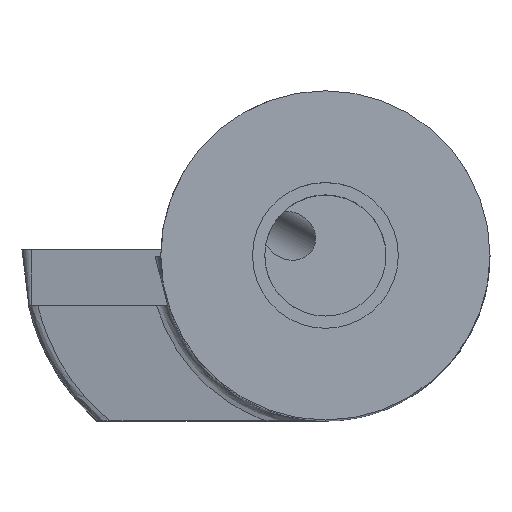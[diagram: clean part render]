
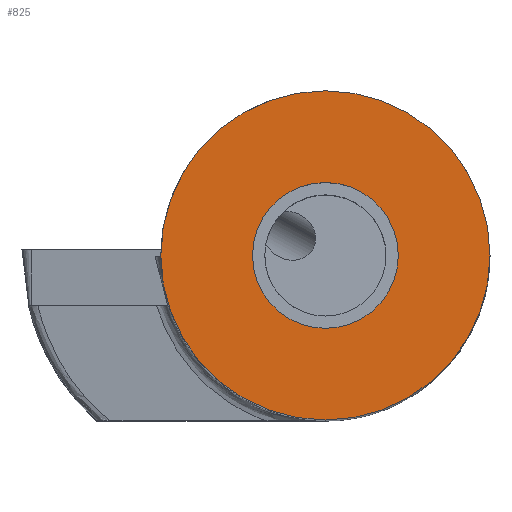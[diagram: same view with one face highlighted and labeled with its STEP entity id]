
A CAD part, top view. The second image highlights one B-rep face of the part: STEP entity #825.
In plain terms, the highlighted planar face has unit normal (0, 0, 1).
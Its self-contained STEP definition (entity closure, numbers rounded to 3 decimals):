
#555=EDGE_CURVE('NONE',#1111,#701,#1574,.T.);
#701=VERTEX_POINT('NONE',#1732);
#825=ADVANCED_FACE('NONE',(#1869,#1870),#1871,.F.);
#837=EDGE_CURVE('NONE',#701,#1111,#1884,.F.);
#891=VERTEX_POINT('NONE',#1941);
#983=VERTEX_POINT('NONE',#2041);
#1043=EDGE_CURVE('NONE',#891,#983,#2107,.F.);
#1111=VERTEX_POINT('NONE',#2182);
#1189=EDGE_CURVE('NONE',#983,#891,#2272,.F.);
#1574=CIRCLE('',#2691,3.1);
#1732=CARTESIAN_POINT('',(0.,3.1,13.976));
#1869=FACE_OUTER_BOUND('',#3126,.T.);
#1870=FACE_BOUND('',#3127,.T.);
#1871=PLANE('',#3128);
#1884=CIRCLE('',#4164,3.1);
#1941=CARTESIAN_POINT('',(0.,-7.0,13.976));
#2041=CARTESIAN_POINT('',(0.,7.0,13.976));
#2107=CIRCLE('',#4472,7.0);
#2182=CARTESIAN_POINT('',(0.,-3.1,13.976));
#2272=CIRCLE('',#4712,7.0);
#2691=AXIS2_PLACEMENT_3D('',#5927,#5928,#5929);
#3126=EDGE_LOOP('',(#6269,#6270));
#3127=EDGE_LOOP('',(#6271,#6272));
#3128=AXIS2_PLACEMENT_3D('',#6273,#6274,#6275);
#4164=AXIS2_PLACEMENT_3D('',#6292,#6293,#6294);
#4472=AXIS2_PLACEMENT_3D('',#6547,#6548,#6549);
#4712=AXIS2_PLACEMENT_3D('',#6769,#6770,#6771);
#5927=CARTESIAN_POINT('',(0.,0.,13.976));
#5928=DIRECTION('',(0.0,-0.0,1.0));
#5929=DIRECTION('',(0.0,1.0,0.0));
#6269=ORIENTED_EDGE('',*,*,#1189,.F.);
#6270=ORIENTED_EDGE('',*,*,#1043,.F.);
#6271=ORIENTED_EDGE('',*,*,#837,.F.);
#6272=ORIENTED_EDGE('',*,*,#555,.F.);
#6273=CARTESIAN_POINT('',(0.,0.,13.976));
#6274=DIRECTION('',(0.0,0.0,-1.0));
#6275=DIRECTION('',(-1.0,0.0,0.0));
#6292=CARTESIAN_POINT('',(0.,0.,13.976));
#6293=DIRECTION('',(0.0,0.0,-1.0));
#6294=DIRECTION('',(0.0,1.0,0.0));
#6547=CARTESIAN_POINT('',(0.,0.,13.976));
#6548=DIRECTION('',(0.0,-0.0,1.0));
#6549=DIRECTION('',(0.0,1.0,0.0));
#6769=CARTESIAN_POINT('',(0.,0.,13.976));
#6770=DIRECTION('',(0.0,-0.0,1.0));
#6771=DIRECTION('',(0.0,1.0,0.0));
